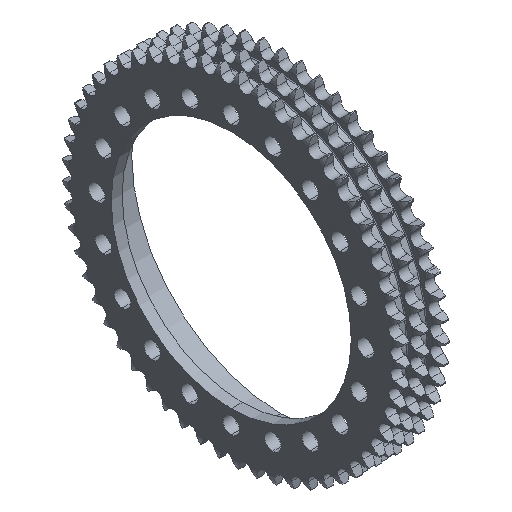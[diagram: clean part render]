
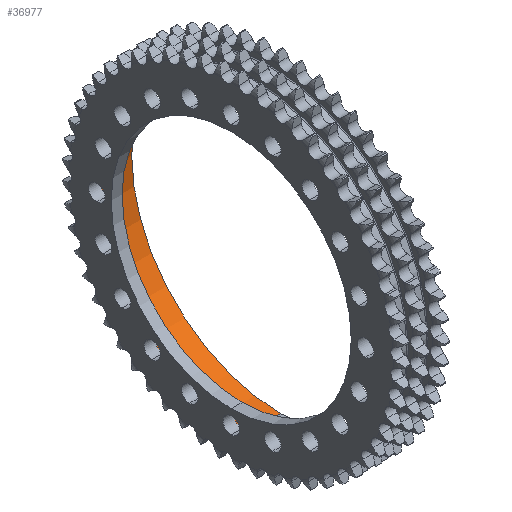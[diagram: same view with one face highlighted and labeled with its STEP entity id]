
A CAD part, isometric view. The second image highlights one B-rep face of the part: STEP entity #36977.
In plain terms, the highlighted cylindrical face has radius 77.5 mm (diameter 155 mm), a partial arc.
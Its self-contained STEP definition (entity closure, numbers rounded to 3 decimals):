
#1910 = LINE ( 'NONE', #14691, #31998 ) ;
#2906 = ORIENTED_EDGE ( 'NONE', *, *, #20574, .T. ) ;
#4620 = EDGE_CURVE ( 'NONE', #40522, #16101, #32586, .T. ) ;
#5897 = CARTESIAN_POINT ( 'NONE',  ( 25.685, 0., -77.5 ) ) ;
#7569 = CARTESIAN_POINT ( 'NONE',  ( 25.685, 0., 77.5 ) ) ;
#9965 = EDGE_CURVE ( 'NONE', #16101, #43581, #23845, .T. ) ;
#13213 = DIRECTION ( 'NONE',  ( 0., 0., -1. ) ) ;
#13283 = DIRECTION ( 'NONE',  ( 1., 0., 0. ) ) ;
#13322 = CARTESIAN_POINT ( 'NONE',  ( 5.685, 0., 0. ) ) ;
#14691 = CARTESIAN_POINT ( 'NONE',  ( 5.685, 0., -77.5 ) ) ;
#16101 = VERTEX_POINT ( 'NONE', #41214 ) ;
#20574 = EDGE_CURVE ( 'NONE', #40522, #25644, #1910, .T. ) ;
#21268 = CARTESIAN_POINT ( 'NONE',  ( 5.685, 0., 0. ) ) ;
#21620 = AXIS2_PLACEMENT_3D ( 'NONE', #26633, #22021, #25111 ) ;
#21783 = CYLINDRICAL_SURFACE ( 'NONE', #30953, 77.5 ) ;
#22021 = DIRECTION ( 'NONE',  ( 1., 0., 0. ) ) ;
#22796 = DIRECTION ( 'NONE',  ( 1., 0., 0. ) ) ;
#23845 = LINE ( 'NONE', #31515, #34415 ) ;
#24720 = ORIENTED_EDGE ( 'NONE', *, *, #9965, .F. ) ;
#25111 = DIRECTION ( 'NONE',  ( 0., 0., -1. ) ) ;
#25644 = VERTEX_POINT ( 'NONE', #5897 ) ;
#26633 = CARTESIAN_POINT ( 'NONE',  ( 25.685, 0., 0. ) ) ;
#27452 = DIRECTION ( 'NONE',  ( 1., 0., 0. ) ) ;
#28098 = EDGE_CURVE ( 'NONE', #25644, #43581, #43002, .T. ) ;
#29446 = FACE_OUTER_BOUND ( 'NONE', #38749, .T. ) ;
#30953 = AXIS2_PLACEMENT_3D ( 'NONE', #21268, #27452, #41000 ) ;
#31328 = DIRECTION ( 'NONE',  ( 1., 0., 0. ) ) ;
#31515 = CARTESIAN_POINT ( 'NONE',  ( 5.685, 0., 77.5 ) ) ;
#31998 = VECTOR ( 'NONE', #22796, 1000. ) ;
#32261 = AXIS2_PLACEMENT_3D ( 'NONE', #13322, #13283, #13213 ) ;
#32345 = ORIENTED_EDGE ( 'NONE', *, *, #4620, .F. ) ;
#32586 = CIRCLE ( 'NONE', #32261, 77.5 ) ;
#34415 = VECTOR ( 'NONE', #31328, 1000. ) ;
#36977 = ADVANCED_FACE ( 'NONE', ( #29446 ), #21783, .F. ) ;
#37737 = ORIENTED_EDGE ( 'NONE', *, *, #28098, .T. ) ;
#38749 = EDGE_LOOP ( 'NONE', ( #24720, #32345, #2906, #37737 ) ) ;
#40522 = VERTEX_POINT ( 'NONE', #41921 ) ;
#41000 = DIRECTION ( 'NONE',  ( 0., 0., -1. ) ) ;
#41214 = CARTESIAN_POINT ( 'NONE',  ( 5.685, 0., 77.5 ) ) ;
#41921 = CARTESIAN_POINT ( 'NONE',  ( 5.685, 0., -77.5 ) ) ;
#43002 = CIRCLE ( 'NONE', #21620, 77.5 ) ;
#43581 = VERTEX_POINT ( 'NONE', #7569 ) ;
